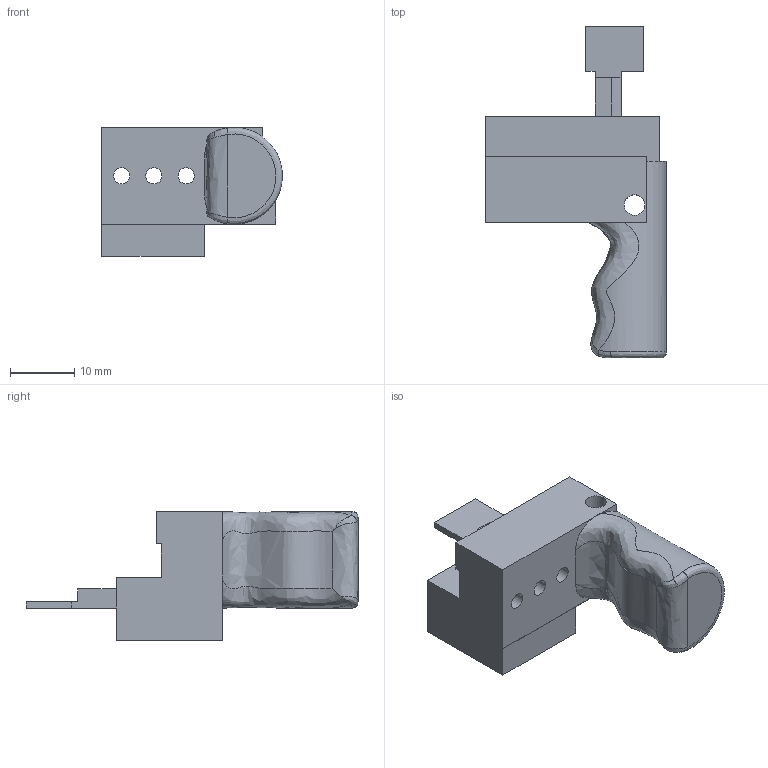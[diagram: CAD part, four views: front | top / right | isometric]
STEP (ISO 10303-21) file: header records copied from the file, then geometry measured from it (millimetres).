
FILE_DESCRIPTION(/* description */ ('STEP AP242','CAx-IF Rec.Pracs.---Representation and Presentation of Product Manufacturing Information (PMI)---4.0---2014-10-13','CAx-IF Rec.Pracs.---3D Tessellated Geometry---0.4---2014-09-14','2;1'),/* implementation_level */ '2;1');
FILE_NAME(/* name */ '684101571bdd0d64083833c4',/* time_stamp */ '2025-06-05T02:30:48Z',/* author */ (''),/* organization */ (''),/* preprocessor_version */ 'ST-DEVELOPER v20',/* originating_system */ 'ONSHAPE BY PTC INC, 1.198',/* authorisation */ ' ');
FILE_SCHEMA (('AP242_MANAGED_MODEL_BASED_3D_ENGINEERING_MIM_LF { 1 0 10303 442 1 1 4 }'));
Length unit declared in the file: metre
Products named in the file (1): ?????
Bounding box: 28.03 x 51.5 x 20 mm (x, y, z)
Volume: 8691.7 mm3; surface area: 3997.4 mm2
Topology: 1 solids, 1 shells, 46 faces, 128 edges, 85 vertices
Faces by surface type: plane 30, bspline 8, cylinder 8
Full cylindrical faces by diameter (mm): 2.5 x6, 3.2 x1
Entity records: 11097 total; most frequent: CARTESIAN_POINT 9979, ORIENTED_EDGE 238, DIRECTION 182, EDGE_CURVE 119, VERTEX_POINT 84, LINE 74, VECTOR 74, EDGE_LOOP 65
